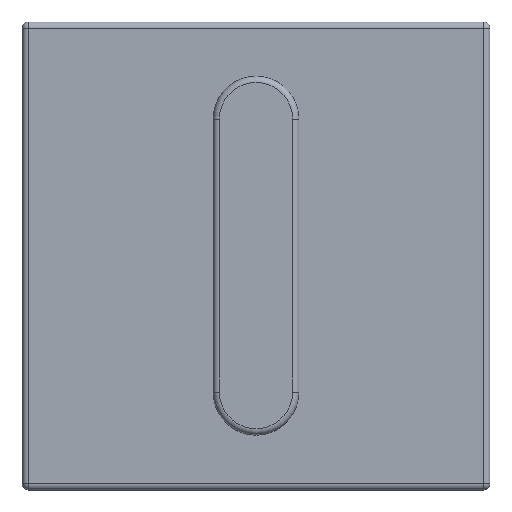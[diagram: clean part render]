
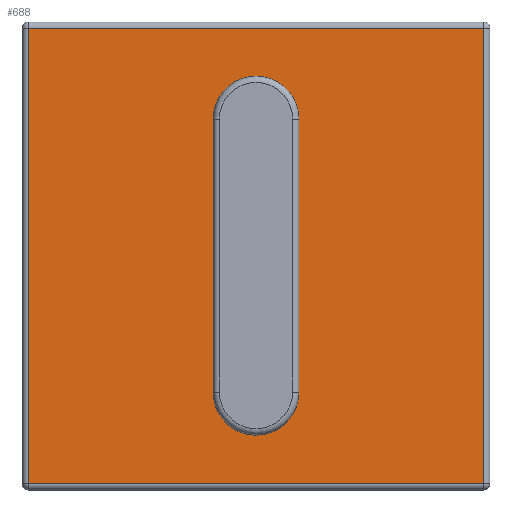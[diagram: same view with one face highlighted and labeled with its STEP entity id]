
A CAD part, top view. The second image highlights one B-rep face of the part: STEP entity #688.
In plain terms, the highlighted face is planar.
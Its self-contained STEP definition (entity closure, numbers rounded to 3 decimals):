
#122 = EDGE_CURVE ( 'NONE', #507, #536, #263, .T. ) ;
#126 = LINE ( 'NONE', #906, #595 ) ;
#162 = DIRECTION ( 'NONE',  ( -1., 0., 0. ) ) ;
#218 = CARTESIAN_POINT ( 'NONE',  ( 0., 9., 0. ) ) ;
#235 = DIRECTION ( 'NONE',  ( 0., 0., 1. ) ) ;
#236 = ORIENTED_EDGE ( 'NONE', *, *, #836, .T. ) ;
#263 = LINE ( 'NONE', #816, #1185 ) ;
#286 = AXIS2_PLACEMENT_3D ( 'NONE', #218, #867, #311 ) ;
#309 = LINE ( 'NONE', #326, #990 ) ;
#311 = DIRECTION ( 'NONE',  ( 0., 0., -1. ) ) ;
#317 = ORIENTED_EDGE ( 'NONE', *, *, #122, .T. ) ;
#326 = CARTESIAN_POINT ( 'NONE',  ( 0., 9., 29.2 ) ) ;
#492 = CARTESIAN_POINT ( 'NONE',  ( 29.2, 9., -29.2 ) ) ;
#507 = VERTEX_POINT ( 'NONE', #492 ) ;
#533 = LINE ( 'NONE', #785, #1023 ) ;
#536 = VERTEX_POINT ( 'NONE', #640 ) ;
#547 = CARTESIAN_POINT ( 'NONE',  ( 29.2, 9., 29.2 ) ) ;
#595 = VECTOR ( 'NONE', #722, 1000. ) ;
#640 = CARTESIAN_POINT ( 'NONE',  ( -29.2, 9., -29.2 ) ) ;
#686 = CARTESIAN_POINT ( 'NONE',  ( -29.2, 9., 29.2 ) ) ;
#688 = ADVANCED_FACE ( 'NONE', ( #1104 ), #773, .F. ) ;
#722 = DIRECTION ( 'NONE',  ( 0., 0., -1. ) ) ;
#773 = PLANE ( 'NONE',  #286 ) ;
#785 = CARTESIAN_POINT ( 'NONE',  ( -29.2, 9., 0. ) ) ;
#804 = EDGE_CURVE ( 'NONE', #536, #859, #533, .T. ) ;
#816 = CARTESIAN_POINT ( 'NONE',  ( 0., 9., -29.2 ) ) ;
#836 = EDGE_CURVE ( 'NONE', #859, #922, #309, .T. ) ;
#859 = VERTEX_POINT ( 'NONE', #686 ) ;
#867 = DIRECTION ( 'NONE',  ( 0., -1., 0. ) ) ;
#878 = DIRECTION ( 'NONE',  ( 1., 0., 0. ) ) ;
#906 = CARTESIAN_POINT ( 'NONE',  ( 29.2, 9., 0. ) ) ;
#922 = VERTEX_POINT ( 'NONE', #547 ) ;
#938 = ORIENTED_EDGE ( 'NONE', *, *, #1081, .T. ) ;
#990 = VECTOR ( 'NONE', #878, 1000. ) ;
#1023 = VECTOR ( 'NONE', #235, 1000. ) ;
#1033 = EDGE_LOOP ( 'NONE', ( #1129, #236, #938, #317 ) ) ;
#1081 = EDGE_CURVE ( 'NONE', #922, #507, #126, .T. ) ;
#1104 = FACE_OUTER_BOUND ( 'NONE', #1033, .T. ) ;
#1129 = ORIENTED_EDGE ( 'NONE', *, *, #804, .T. ) ;
#1185 = VECTOR ( 'NONE', #162, 1000. ) ;
